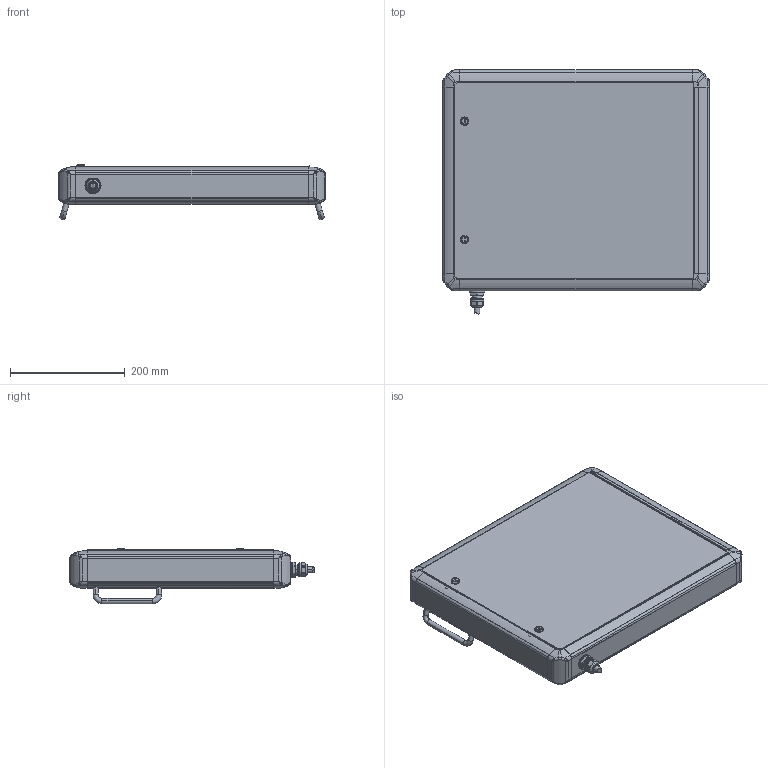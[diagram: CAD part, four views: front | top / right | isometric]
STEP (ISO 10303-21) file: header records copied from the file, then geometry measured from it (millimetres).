
FILE_DESCRIPTION (( 'STEP AP203' ), '1' );
FILE_NAME ('C3C-C02T-STP.step', '2025-06-24T04:24:30', ( '' ), ( '' ), 'SwSTEP 2.0', 'SolidWorks 2020', '' );
FILE_SCHEMA (( 'CONFIG_CONTROL_DESIGN' ));
Length unit declared in the file: millimetre
Products named in the file (8): panel_back_set; C3C-C02T-STP; C2P-006T; OA-W1611_ASSY_003F; OA-W1611; BOX_SET; NUT
Assembly tree (8 placements, depth 4):
  C3C-C02T-STP
    BOX_SET
    panel_back_set
    OA-W1611_ASSY_003F
      OA-W1611
        OA-W1611
      NUT
    C2P-006T  x2
Bounding box: 465 x 425.35 x 96.68 mm (x, y, z)
Volume: 756388.5 mm3; surface area: 819242 mm2
Topology: 10 solids, 14 shells, 1358 faces, 3586 edges, 2280 vertices
Faces by surface type: plane 639, cylinder 425, bspline 157, cone 97, torus 36, sphere 4
Entity records: 48532 total; most frequent: CARTESIAN_POINT 15443, ORIENTED_EDGE 7080, DIRECTION 6382, EDGE_CURVE 3540, VERTEX_POINT 2260, AXIS2_PLACEMENT_3D 2238, LINE 1906, VECTOR 1906
